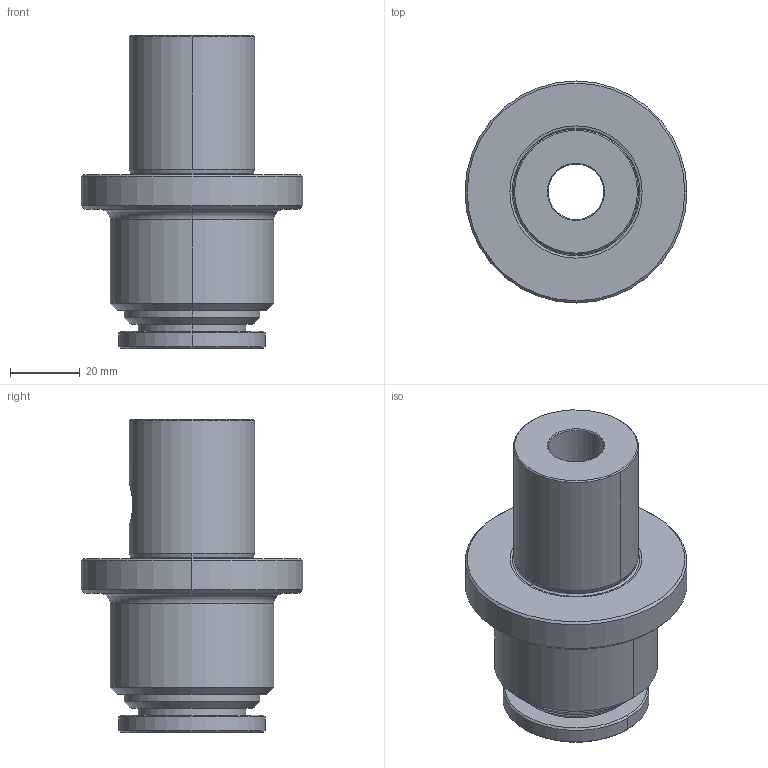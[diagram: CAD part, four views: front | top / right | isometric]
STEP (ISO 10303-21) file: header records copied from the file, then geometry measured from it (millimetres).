
FILE_DESCRIPTION(('no description'),'unknown implementation level');
FILE_NAME('3BFEB7A9-92E7-4919-A6F5-65EE0C014714_export.stp',' ',('CIMSOURCE GmbH'),('CADClick - KiM GmbH - www.kimweb.de'),'unknown preprocess','ACIS','unknown authorization');
FILE_SCHEMA(('automotive_design'));
Length unit declared in the file: millimetre
Products named in the file (1): NONE
Bounding box: 63.8 x 63.8 x 90 mm (x, y, z)
Volume: 112266.6 mm3; surface area: 23858.9 mm2
Topology: 1 solids, 1 shells, 64 faces, 149 edges, 92 vertices
Faces by surface type: cone 24, cylinder 18, plane 16, torus 6
Entity records: 3740 total; most frequent: CARTESIAN_POINT 479, DIRECTION 353, STYLED_ITEM 305, PRESENTATION_STYLE_ASSIGNMENT 305, COLOUR_RGB 305, ORIENTED_EDGE 298, EDGE_CURVE 149, CURVE_STYLE 149
